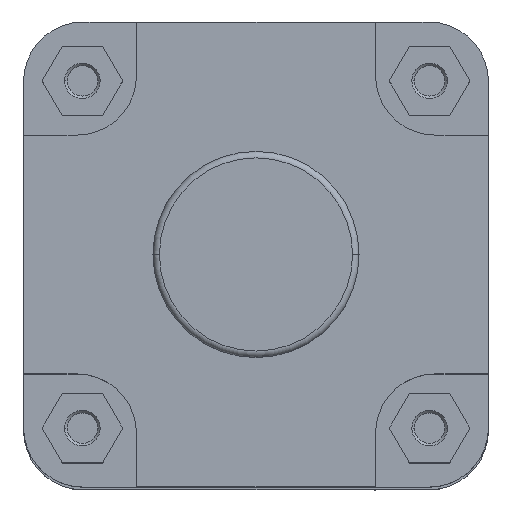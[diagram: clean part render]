
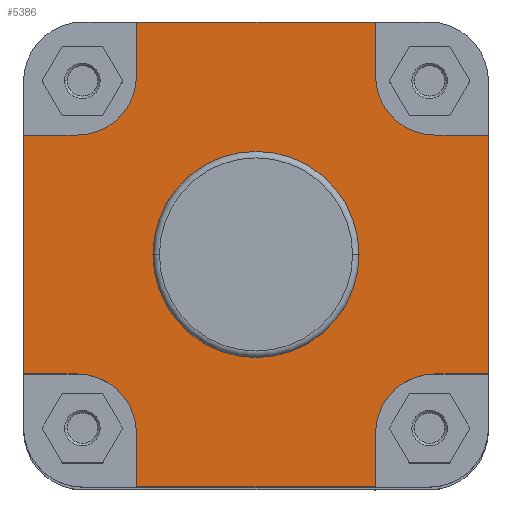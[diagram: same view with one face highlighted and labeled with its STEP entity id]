
A CAD part, top view. The second image highlights one B-rep face of the part: STEP entity #5386.
In plain terms, the highlighted planar face has unit normal (0, 0, 1).
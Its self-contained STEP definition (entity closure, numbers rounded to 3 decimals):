
#11 = EDGE_CURVE ( 'NONE', #983, #1461, #6836, .T. ) ;
#91 = DIRECTION ( 'NONE',  ( 1., 0., 0. ) ) ;
#371 = ORIENTED_EDGE ( 'NONE', *, *, #4729, .F. ) ;
#396 = ORIENTED_EDGE ( 'NONE', *, *, #4338, .F. ) ;
#427 = ORIENTED_EDGE ( 'NONE', *, *, #4661, .F. ) ;
#430 = ORIENTED_EDGE ( 'NONE', *, *, #4739, .F. ) ;
#435 = ORIENTED_EDGE ( 'NONE', *, *, #4369, .F. ) ;
#459 = ORIENTED_EDGE ( 'NONE', *, *, #4638, .T. ) ;
#466 = ORIENTED_EDGE ( 'NONE', *, *, #4310, .F. ) ;
#516 = ORIENTED_EDGE ( 'NONE', *, *, #4270, .F. ) ;
#533 = ORIENTED_EDGE ( 'NONE', *, *, #4298, .F. ) ;
#535 = ORIENTED_EDGE ( 'NONE', *, *, #4592, .F. ) ;
#539 = ORIENTED_EDGE ( 'NONE', *, *, #4406, .F. ) ;
#548 = ORIENTED_EDGE ( 'NONE', *, *, #11, .T. ) ;
#549 = ORIENTED_EDGE ( 'NONE', *, *, #4357, .F. ) ;
#553 = ORIENTED_EDGE ( 'NONE', *, *, #4355, .F. ) ;
#598 = ORIENTED_EDGE ( 'NONE', *, *, #4719, .F. ) ;
#604 = ORIENTED_EDGE ( 'NONE', *, *, #4393, .F. ) ;
#632 = ORIENTED_EDGE ( 'NONE', *, *, #4623, .F. ) ;
#645 = ORIENTED_EDGE ( 'NONE', *, *, #4734, .F. ) ;
#682 = VERTEX_POINT ( 'NONE', #748 ) ;
#709 = VERTEX_POINT ( 'NONE', #1439 ) ;
#715 = VERTEX_POINT ( 'NONE', #1179 ) ;
#735 = CARTESIAN_POINT ( 'NONE',  ( 46.25, -69.25, -10. ) ) ;
#741 = DIRECTION ( 'NONE',  ( 0., 0., 1. ) ) ;
#743 = DIRECTION ( 'NONE',  ( 1., 0., 0. ) ) ;
#748 = CARTESIAN_POINT ( 'NONE',  ( 39.9, 0., -10. ) ) ;
#755 = VERTEX_POINT ( 'NONE', #1399 ) ;
#768 = CARTESIAN_POINT ( 'NONE',  ( -39.9, 0., -10. ) ) ;
#828 = VERTEX_POINT ( 'NONE', #1423 ) ;
#872 = VERTEX_POINT ( 'NONE', #901 ) ;
#901 = CARTESIAN_POINT ( 'NONE',  ( 69.25, -46.25, -10. ) ) ;
#907 = CARTESIAN_POINT ( 'NONE',  ( 46.25, -90., -10. ) ) ;
#910 = CARTESIAN_POINT ( 'NONE',  ( 90., 46.25, -10. ) ) ;
#931 = CARTESIAN_POINT ( 'NONE',  ( -46.25, -69.25, -10. ) ) ;
#953 = CARTESIAN_POINT ( 'NONE',  ( -46.25, -90., -10. ) ) ;
#972 = VERTEX_POINT ( 'NONE', #953 ) ;
#983 = VERTEX_POINT ( 'NONE', #992 ) ;
#992 = CARTESIAN_POINT ( 'NONE',  ( -90., 46.25, -10. ) ) ;
#1012 = VERTEX_POINT ( 'NONE', #910 ) ;
#1026 = CARTESIAN_POINT ( 'NONE',  ( -90., -46.25, -10. ) ) ;
#1075 = CARTESIAN_POINT ( 'NONE',  ( 0., 0., -10. ) ) ;
#1080 = CARTESIAN_POINT ( 'NONE',  ( 46.25, 69.25, -10. ) ) ;
#1095 = DIRECTION ( 'NONE',  ( 0., 1., 0. ) ) ;
#1124 = VERTEX_POINT ( 'NONE', #907 ) ;
#1131 = VERTEX_POINT ( 'NONE', #931 ) ;
#1136 = DIRECTION ( 'NONE',  ( 0., -1., 0. ) ) ;
#1179 = CARTESIAN_POINT ( 'NONE',  ( 69.25, 46.25, -10. ) ) ;
#1201 = CARTESIAN_POINT ( 'NONE',  ( 90., -46.25, -10. ) ) ;
#1249 = VERTEX_POINT ( 'NONE', #735 ) ;
#1265 = CARTESIAN_POINT ( 'NONE',  ( -90., -46.25, -10. ) ) ;
#1283 = CARTESIAN_POINT ( 'NONE',  ( 46.25, 90., -10. ) ) ;
#1295 = DIRECTION ( 'NONE',  ( -1., 0., 0. ) ) ;
#1313 = VERTEX_POINT ( 'NONE', #1522 ) ;
#1370 = VERTEX_POINT ( 'NONE', #1283 ) ;
#1376 = VERTEX_POINT ( 'NONE', #768 ) ;
#1399 = CARTESIAN_POINT ( 'NONE',  ( -46.25, 69.25, -10. ) ) ;
#1423 = CARTESIAN_POINT ( 'NONE',  ( -69.25, 46.25, -10. ) ) ;
#1439 = CARTESIAN_POINT ( 'NONE',  ( -46.25, 90., -10. ) ) ;
#1461 = VERTEX_POINT ( 'NONE', #1265 ) ;
#1468 = DIRECTION ( 'NONE',  ( 0., -1., 0. ) ) ;
#1472 = CARTESIAN_POINT ( 'NONE',  ( -90., -198.141, -10. ) ) ;
#1476 = VERTEX_POINT ( 'NONE', #1080 ) ;
#1511 = CARTESIAN_POINT ( 'NONE',  ( -46.25, -69.25, -10. ) ) ;
#1521 = CARTESIAN_POINT ( 'NONE',  ( 46.25, -90., -10. ) ) ;
#1522 = CARTESIAN_POINT ( 'NONE',  ( -69.25, -46.25, -10. ) ) ;
#1590 = VERTEX_POINT ( 'NONE', #1201 ) ;
#1704 = CARTESIAN_POINT ( 'NONE',  ( 69.25, -69.25, -10. ) ) ;
#1705 = DIRECTION ( 'NONE',  ( 0., 0., 1. ) ) ;
#1706 = DIRECTION ( 'NONE',  ( -1., 0., 0. ) ) ;
#1757 = CARTESIAN_POINT ( 'NONE',  ( 90., 46.25, -10. ) ) ;
#1758 = DIRECTION ( 'NONE',  ( 1., 0., 0. ) ) ;
#1785 = CARTESIAN_POINT ( 'NONE',  ( 46.25, 69.25, -10. ) ) ;
#1790 = DIRECTION ( 'NONE',  ( 0., -1., 0. ) ) ;
#2231 = CARTESIAN_POINT ( 'NONE',  ( 69.25, -46.25, -10. ) ) ;
#2232 = DIRECTION ( 'NONE',  ( -1., 0., 0. ) ) ;
#2303 = CARTESIAN_POINT ( 'NONE',  ( 69.25, 69.25, -10. ) ) ;
#2306 = DIRECTION ( 'NONE',  ( 0., 0., 1. ) ) ;
#2307 = DIRECTION ( 'NONE',  ( -1., 0., 0. ) ) ;
#2340 = CARTESIAN_POINT ( 'NONE',  ( 0., -90., -10. ) ) ;
#2341 = DIRECTION ( 'NONE',  ( 1., 0., 0. ) ) ;
#2388 = CARTESIAN_POINT ( 'NONE',  ( 90., -198.141, -10. ) ) ;
#2389 = DIRECTION ( 'NONE',  ( 0., -1., 0. ) ) ;
#2522 = CARTESIAN_POINT ( 'NONE',  ( -69.25, -69.25, -10. ) ) ;
#2531 = DIRECTION ( 'NONE',  ( 0., 0., 1. ) ) ;
#2532 = DIRECTION ( 'NONE',  ( -1., 0., 0. ) ) ;
#2554 = CARTESIAN_POINT ( 'NONE',  ( 0., 90., -10. ) ) ;
#2555 = DIRECTION ( 'NONE',  ( 1., 0., 0. ) ) ;
#2564 = CARTESIAN_POINT ( 'NONE',  ( -69.25, 46.25, -10. ) ) ;
#2565 = DIRECTION ( 'NONE',  ( 1., 0., 0. ) ) ;
#2566 = CARTESIAN_POINT ( 'NONE',  ( -69.25, 69.25, -10. ) ) ;
#2578 = DIRECTION ( 'NONE',  ( 0., 0., 1. ) ) ;
#2579 = DIRECTION ( 'NONE',  ( -1., 0., 0. ) ) ;
#3081 = FACE_BOUND ( 'NONE', #6598, .T. ) ;
#3084 = FACE_OUTER_BOUND ( 'NONE', #6621, .T. ) ;
#3669 = CARTESIAN_POINT ( 'NONE',  ( 0., 39.9, -10. ) ) ;
#3670 = PLANE ( 'NONE',  #5106 ) ;
#3671 = DIRECTION ( 'NONE',  ( 0., 0., -1. ) ) ;
#3672 = DIRECTION ( 'NONE',  ( -1., 0., 0. ) ) ;
#4216 = DIRECTION ( 'NONE',  ( 0., 0., 1. ) ) ;
#4270 = EDGE_CURVE ( 'NONE', #1313, #1461, #5714, .T. ) ;
#4298 = EDGE_CURVE ( 'NONE', #1249, #1124, #5760, .T. ) ;
#4310 = EDGE_CURVE ( 'NONE', #972, #1131, #5781, .T. ) ;
#4338 = EDGE_CURVE ( 'NONE', #682, #1376, #5837, .T. ) ;
#4355 = EDGE_CURVE ( 'NONE', #1376, #682, #5868, .T. ) ;
#4357 = EDGE_CURVE ( 'NONE', #755, #709, #5867, .T. ) ;
#4369 = EDGE_CURVE ( 'NONE', #872, #1249, #5890, .T. ) ;
#4393 = EDGE_CURVE ( 'NONE', #715, #1012, #5931, .T. ) ;
#4406 = EDGE_CURVE ( 'NONE', #1370, #1476, #5943, .T. ) ;
#4592 = EDGE_CURVE ( 'NONE', #1590, #872, #6255, .T. ) ;
#4623 = EDGE_CURVE ( 'NONE', #1476, #715, #6307, .T. ) ;
#4638 = EDGE_CURVE ( 'NONE', #972, #1124, #6330, .T. ) ;
#4661 = EDGE_CURVE ( 'NONE', #1012, #1590, #6373, .T. ) ;
#4719 = EDGE_CURVE ( 'NONE', #1131, #1313, #6464, .T. ) ;
#4729 = EDGE_CURVE ( 'NONE', #709, #1370, #6479, .T. ) ;
#4734 = EDGE_CURVE ( 'NONE', #983, #828, #6487, .T. ) ;
#4739 = EDGE_CURVE ( 'NONE', #828, #755, #6498, .T. ) ;
#4791 = AXIS2_PLACEMENT_3D ( 'NONE', #1075, #741, #743 ) ;
#4797 = AXIS2_PLACEMENT_3D ( 'NONE', #7197, #4216, #91 ) ;
#4803 = AXIS2_PLACEMENT_3D ( 'NONE', #1704, #1705, #1706 ) ;
#4893 = AXIS2_PLACEMENT_3D ( 'NONE', #2303, #2306, #2307 ) ;
#4933 = AXIS2_PLACEMENT_3D ( 'NONE', #2522, #2531, #2532 ) ;
#4936 = AXIS2_PLACEMENT_3D ( 'NONE', #2566, #2578, #2579 ) ;
#5106 = AXIS2_PLACEMENT_3D ( 'NONE', #3669, #3671, #3672 ) ;
#5386 = ADVANCED_FACE ( 'NONE', ( #3081, #3084 ), #3670, .F. ) ;
#5639 = VECTOR ( 'NONE', #1468, 1000. ) ;
#5714 = LINE ( 'NONE', #1026, #5719 ) ;
#5719 = VECTOR ( 'NONE', #1295, 1000. ) ;
#5750 = VECTOR ( 'NONE', #1136, 1000. ) ;
#5760 = LINE ( 'NONE', #1521, #5750 ) ;
#5781 = LINE ( 'NONE', #1511, #5786 ) ;
#5786 = VECTOR ( 'NONE', #1095, 1000. ) ;
#5837 = CIRCLE ( 'NONE', #4791, 39.9 ) ;
#5867 = LINE ( 'NONE', #7196, #5869 ) ;
#5868 = CIRCLE ( 'NONE', #4797, 39.9 ) ;
#5869 = VECTOR ( 'NONE', #7198, 1000. ) ;
#5890 = CIRCLE ( 'NONE', #4803, 23. ) ;
#5931 = LINE ( 'NONE', #1757, #5932 ) ;
#5932 = VECTOR ( 'NONE', #1758, 1000. ) ;
#5943 = LINE ( 'NONE', #1785, #5951 ) ;
#5951 = VECTOR ( 'NONE', #1790, 1000. ) ;
#6255 = LINE ( 'NONE', #2231, #6256 ) ;
#6256 = VECTOR ( 'NONE', #2232, 1000. ) ;
#6307 = CIRCLE ( 'NONE', #4893, 23. ) ;
#6330 = LINE ( 'NONE', #2340, #6331 ) ;
#6331 = VECTOR ( 'NONE', #2341, 1000. ) ;
#6373 = LINE ( 'NONE', #2388, #6374 ) ;
#6374 = VECTOR ( 'NONE', #2389, 1000. ) ;
#6464 = CIRCLE ( 'NONE', #4933, 23. ) ;
#6479 = LINE ( 'NONE', #2554, #6480 ) ;
#6480 = VECTOR ( 'NONE', #2555, 1000. ) ;
#6487 = LINE ( 'NONE', #2564, #6488 ) ;
#6488 = VECTOR ( 'NONE', #2565, 1000. ) ;
#6498 = CIRCLE ( 'NONE', #4936, 23. ) ;
#6598 = EDGE_LOOP ( 'NONE', ( #396, #553 ) ) ;
#6621 = EDGE_LOOP ( 'NONE', ( #548, #516, #598, #466, #459, #533, #435, #535, #427, #604, #632, #539, #371, #549, #430, #645 ) ) ;
#6836 = LINE ( 'NONE', #1472, #5639 ) ;
#7196 = CARTESIAN_POINT ( 'NONE',  ( -46.25, 90., -10. ) ) ;
#7197 = CARTESIAN_POINT ( 'NONE',  ( 0., 0., -10. ) ) ;
#7198 = DIRECTION ( 'NONE',  ( 0., 1., 0. ) ) ;
